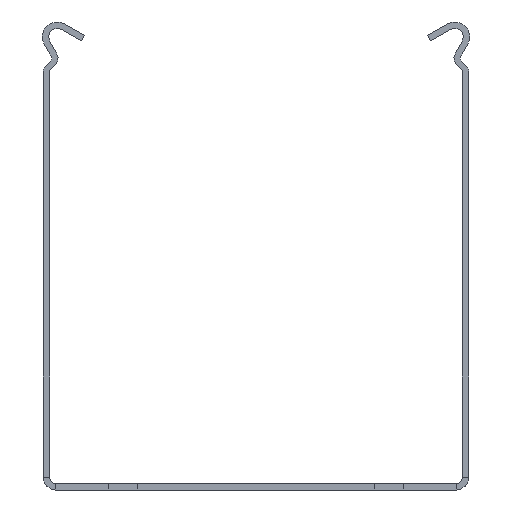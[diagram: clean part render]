
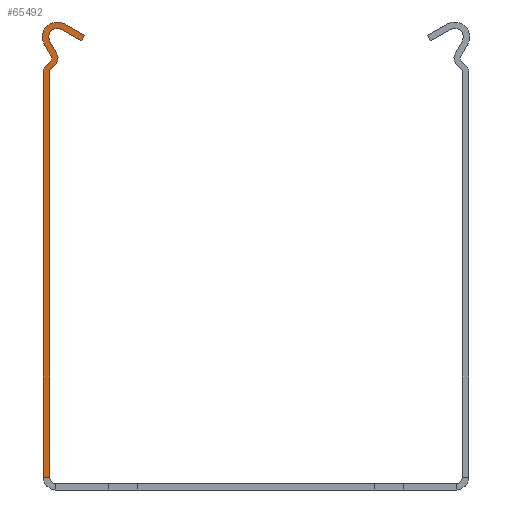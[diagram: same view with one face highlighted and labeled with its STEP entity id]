
A CAD part, front view. The second image highlights one B-rep face of the part: STEP entity #65492.
In plain terms, the highlighted planar face has unit normal (0, -1, 0).
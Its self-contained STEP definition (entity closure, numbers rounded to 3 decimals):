
#3041=PLANE('',#71744);
#6172=FACE_OUTER_BOUND('',#10278,.T.);
#10278=EDGE_LOOP('',(#58777,#58778,#58779,#58780,#58781,#58782,#58783,#58784,
#58785,#58786,#58787,#58788,#58789,#58790,#58791,#58792));
#11355=LINE('',#92752,#17631);
#12672=LINE('',#97540,#18948);
#16985=LINE('',#109087,#23261);
#16990=LINE('',#109101,#23266);
#16993=LINE('',#109107,#23269);
#16996=LINE('',#109113,#23272);
#17000=LINE('',#109125,#23276);
#17004=LINE('',#109137,#23280);
#17008=LINE('',#109152,#23284);
#17038=LINE('',#109241,#23314);
#17631=VECTOR('',#73457,10.);
#18948=VECTOR('',#77302,10.);
#23261=VECTOR('',#90305,10.);
#23266=VECTOR('',#90318,10.);
#23269=VECTOR('',#90323,10.);
#23272=VECTOR('',#90328,10.);
#23276=VECTOR('',#90340,10.);
#23280=VECTOR('',#90352,10.);
#23284=VECTOR('',#90370,10.);
#23314=VECTOR('',#90464,10.);
#26401=CIRCLE('',#71693,2.);
#26403=CIRCLE('',#71699,3.5);
#26405=CIRCLE('',#71703,1.);
#26407=CIRCLE('',#71707,1.6);
#26409=CIRCLE('',#71710,0.6);
#26411=CIRCLE('',#71714,2.);
#27527=VERTEX_POINT('',#92745);
#27530=VERTEX_POINT('',#92750);
#29736=VERTEX_POINT('',#97537);
#29737=VERTEX_POINT('',#97539);
#32625=VERTEX_POINT('',#109085);
#32626=VERTEX_POINT('',#109086);
#32629=VERTEX_POINT('',#109094);
#32631=VERTEX_POINT('',#109100);
#32633=VERTEX_POINT('',#109106);
#32635=VERTEX_POINT('',#109112);
#32637=VERTEX_POINT('',#109118);
#32639=VERTEX_POINT('',#109124);
#32641=VERTEX_POINT('',#109130);
#32643=VERTEX_POINT('',#109136);
#32645=VERTEX_POINT('',#109145);
#32647=VERTEX_POINT('',#109151);
#33795=EDGE_CURVE('',#27527,#27530,#11355,.T.);
#36194=EDGE_CURVE('',#29737,#29736,#12672,.T.);
#41961=EDGE_CURVE('',#32625,#32626,#16985,.T.);
#41965=EDGE_CURVE('',#32626,#32629,#26401,.T.);
#41968=EDGE_CURVE('',#32629,#32631,#16990,.T.);
#41971=EDGE_CURVE('',#32631,#32633,#16993,.T.);
#41974=EDGE_CURVE('',#32633,#32635,#16996,.T.);
#41977=EDGE_CURVE('',#32635,#32637,#26403,.T.);
#41980=EDGE_CURVE('',#32637,#32639,#17000,.T.);
#41983=EDGE_CURVE('',#32639,#32641,#26405,.T.);
#41986=EDGE_CURVE('',#32641,#32643,#17004,.T.);
#41989=EDGE_CURVE('',#32643,#29737,#26407,.T.);
#41991=EDGE_CURVE('',#27530,#32645,#26409,.T.);
#41994=EDGE_CURVE('',#32645,#32647,#17008,.T.);
#41997=EDGE_CURVE('',#32647,#32625,#26411,.T.);
#42040=EDGE_CURVE('',#29736,#27527,#17038,.T.);
#58777=ORIENTED_EDGE('',*,*,#42040,.T.);
#58778=ORIENTED_EDGE('',*,*,#33795,.T.);
#58779=ORIENTED_EDGE('',*,*,#41991,.T.);
#58780=ORIENTED_EDGE('',*,*,#41994,.T.);
#58781=ORIENTED_EDGE('',*,*,#41997,.T.);
#58782=ORIENTED_EDGE('',*,*,#41961,.T.);
#58783=ORIENTED_EDGE('',*,*,#41965,.T.);
#58784=ORIENTED_EDGE('',*,*,#41968,.T.);
#58785=ORIENTED_EDGE('',*,*,#41971,.T.);
#58786=ORIENTED_EDGE('',*,*,#41974,.T.);
#58787=ORIENTED_EDGE('',*,*,#41977,.T.);
#58788=ORIENTED_EDGE('',*,*,#41980,.T.);
#58789=ORIENTED_EDGE('',*,*,#41983,.T.);
#58790=ORIENTED_EDGE('',*,*,#41986,.T.);
#58791=ORIENTED_EDGE('',*,*,#41989,.T.);
#58792=ORIENTED_EDGE('',*,*,#36194,.T.);
#65492=ADVANCED_FACE('',(#6172),#3041,.T.);
#71693=AXIS2_PLACEMENT_3D('',#109095,#90311,#90312);
#71699=AXIS2_PLACEMENT_3D('',#109119,#90333,#90334);
#71703=AXIS2_PLACEMENT_3D('',#109131,#90345,#90346);
#71707=AXIS2_PLACEMENT_3D('',#109142,#90357,#90358);
#71710=AXIS2_PLACEMENT_3D('',#109146,#90363,#90364);
#71714=AXIS2_PLACEMENT_3D('',#109157,#90375,#90376);
#71744=AXIS2_PLACEMENT_3D('',#109240,#90462,#90463);
#73457=DIRECTION('',(0.,0.,1.));
#77302=DIRECTION('',(0.,0.,-1.));
#90305=DIRECTION('',(-0.483,0.,0.875));
#90311=DIRECTION('center_axis',(0.,1.,0.));
#90312=DIRECTION('ref_axis',(-0.5,0.,-0.866));
#90318=DIRECTION('',(0.866,0.,-0.5));
#90323=DIRECTION('',(0.5,0.,0.866));
#90328=DIRECTION('',(-0.866,0.,0.5));
#90333=DIRECTION('center_axis',(0.,-1.,0.));
#90334=DIRECTION('ref_axis',(0.5,0.,0.866));
#90340=DIRECTION('',(0.5,0.,-0.866));
#90345=DIRECTION('center_axis',(0.,1.,0.));
#90346=DIRECTION('ref_axis',(-0.707,0.,0.707));
#90352=DIRECTION('',(-0.707,0.,-0.707));
#90357=DIRECTION('center_axis',(0.,-1.,0.));
#90358=DIRECTION('ref_axis',(-0.707,0.,0.707));
#90363=DIRECTION('center_axis',(0.,1.,0.));
#90364=DIRECTION('ref_axis',(0.707,0.,-0.707));
#90370=DIRECTION('',(0.707,0.,0.707));
#90375=DIRECTION('center_axis',(0.,-1.,0.));
#90376=DIRECTION('ref_axis',(0.707,0.,-0.707));
#90462=DIRECTION('center_axis',(0.,-1.,0.));
#90463=DIRECTION('ref_axis',(-1.,0.,0.));
#90464=DIRECTION('',(1.,0.,0.));
#92745=CARTESIAN_POINT('',(-48.5,-1500.,3.));
#92750=CARTESIAN_POINT('',(-48.5,-1500.,98.387));
#92752=CARTESIAN_POINT('',(-48.5,-1500.,-0.393));
#97537=CARTESIAN_POINT('',(-50.,-1500.,3.));
#97539=CARTESIAN_POINT('',(-50.,-1500.,98.387));
#97540=CARTESIAN_POINT('',(-50.,-1500.,-0.393));
#109085=CARTESIAN_POINT('',(-46.781,-1500.,102.451));
#109086=CARTESIAN_POINT('',(-48.465,-1500.,105.5));
#109087=CARTESIAN_POINT('',(-46.781,-1500.,102.451));
#109094=CARTESIAN_POINT('',(-45.733,-1500.,108.232));
#109095=CARTESIAN_POINT('Origin',(-46.733,-1500.,106.5));
#109100=CARTESIAN_POINT('',(-41.027,-1500.,105.516));
#109101=CARTESIAN_POINT('',(-45.733,-1500.,108.232));
#109106=CARTESIAN_POINT('',(-40.277,-1500.,106.815));
#109107=CARTESIAN_POINT('',(-41.027,-1500.,105.516));
#109112=CARTESIAN_POINT('',(-44.983,-1500.,109.531));
#109113=CARTESIAN_POINT('',(-40.277,-1500.,106.815));
#109118=CARTESIAN_POINT('',(-49.764,-1500.,104.75));
#109119=CARTESIAN_POINT('Origin',(-46.733,-1500.,106.5));
#109124=CARTESIAN_POINT('',(-48.147,-1500.,101.951));
#109125=CARTESIAN_POINT('',(-49.764,-1500.,104.75));
#109130=CARTESIAN_POINT('',(-48.306,-1500.,100.744));
#109131=CARTESIAN_POINT('Origin',(-49.013,-1500.,101.451));
#109136=CARTESIAN_POINT('',(-49.531,-1500.,99.518));
#109137=CARTESIAN_POINT('',(-48.306,-1500.,100.744));
#109142=CARTESIAN_POINT('Origin',(-48.4,-1500.,98.387));
#109145=CARTESIAN_POINT('',(-48.324,-1500.,98.811));
#109146=CARTESIAN_POINT('Origin',(-47.9,-1500.,98.387));
#109151=CARTESIAN_POINT('',(-47.099,-1500.,100.036));
#109152=CARTESIAN_POINT('',(-48.324,-1500.,98.811));
#109157=CARTESIAN_POINT('Origin',(-48.513,-1500.,101.451));
#109240=CARTESIAN_POINT('Origin',(-48.5,-1500.,3.));
#109241=CARTESIAN_POINT('',(-48.83,-1500.,3.));
